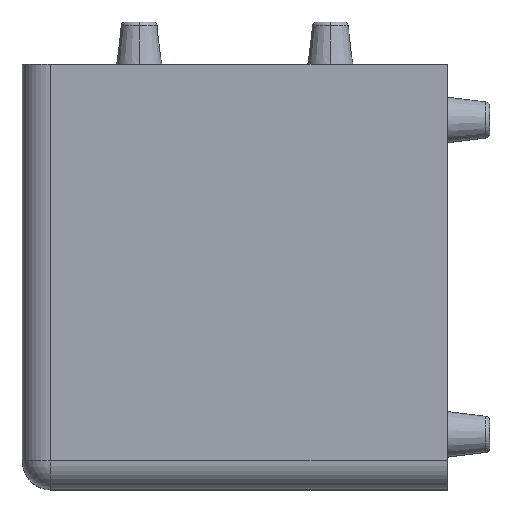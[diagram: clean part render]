
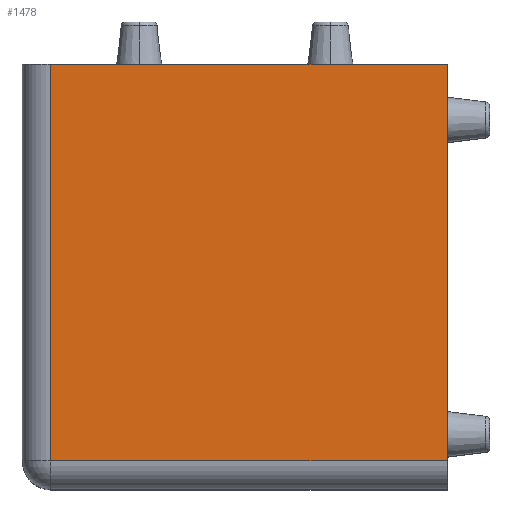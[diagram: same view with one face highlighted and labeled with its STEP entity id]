
A CAD part, top view. The second image highlights one B-rep face of the part: STEP entity #1478.
In plain terms, the highlighted planar face has unit normal (0, 0, 1).
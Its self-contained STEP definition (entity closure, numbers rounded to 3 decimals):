
#42=PLANE('',#1691);
#80=LINE('',#2590,#148);
#112=LINE('',#2787,#180);
#120=LINE('',#2810,#188);
#121=LINE('',#2811,#189);
#148=VECTOR('',#1892,28.);
#180=VECTOR('',#2122,28.);
#188=VECTOR('',#2150,28.);
#189=VECTOR('',#2151,28.);
#321=FACE_OUTER_BOUND('',#436,.T.);
#436=EDGE_LOOP('',(#1240,#1241,#1242,#1243));
#654=VERTEX_POINT('',#2587);
#655=VERTEX_POINT('',#2589);
#721=VERTEX_POINT('',#2785);
#726=VERTEX_POINT('',#2809);
#812=EDGE_CURVE('',#655,#654,#80,.T.);
#915=EDGE_CURVE('',#654,#721,#112,.T.);
#930=EDGE_CURVE('',#721,#726,#120,.T.);
#931=EDGE_CURVE('',#726,#655,#121,.T.);
#1240=ORIENTED_EDGE('',*,*,#812,.T.);
#1241=ORIENTED_EDGE('',*,*,#915,.T.);
#1242=ORIENTED_EDGE('',*,*,#930,.T.);
#1243=ORIENTED_EDGE('',*,*,#931,.T.);
#1478=ADVANCED_FACE('',(#321),#42,.T.);
#1691=AXIS2_PLACEMENT_3D('',#2808,#2148,#2149);
#1892=DIRECTION('',(0.,1.,0.));
#2122=DIRECTION('',(-1.,0.,0.));
#2148=DIRECTION('center_axis',(0.,0.,1.));
#2149=DIRECTION('ref_axis',(1.,0.,0.));
#2150=DIRECTION('',(0.,-1.,0.));
#2151=DIRECTION('',(1.,0.,0.));
#2587=CARTESIAN_POINT('',(15.,15.,15.));
#2589=CARTESIAN_POINT('',(15.,-13.,15.));
#2590=CARTESIAN_POINT('',(15.,15.,15.));
#2785=CARTESIAN_POINT('',(-13.,15.,15.));
#2787=CARTESIAN_POINT('',(-15.,15.,15.));
#2808=CARTESIAN_POINT('Origin',(-15.,-15.,15.));
#2809=CARTESIAN_POINT('',(-13.,-13.,15.));
#2810=CARTESIAN_POINT('',(-13.,-15.,15.));
#2811=CARTESIAN_POINT('',(15.,-13.,15.));
